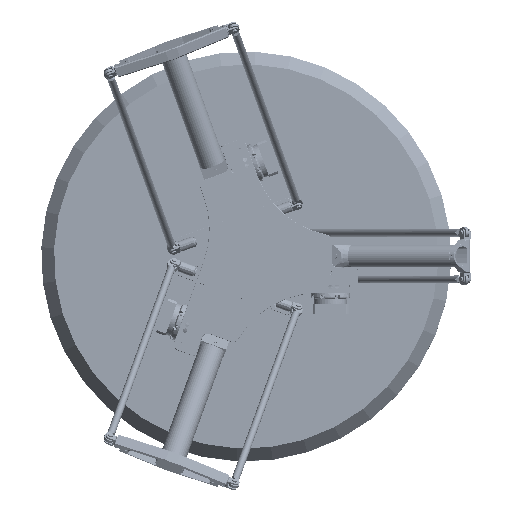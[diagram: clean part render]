
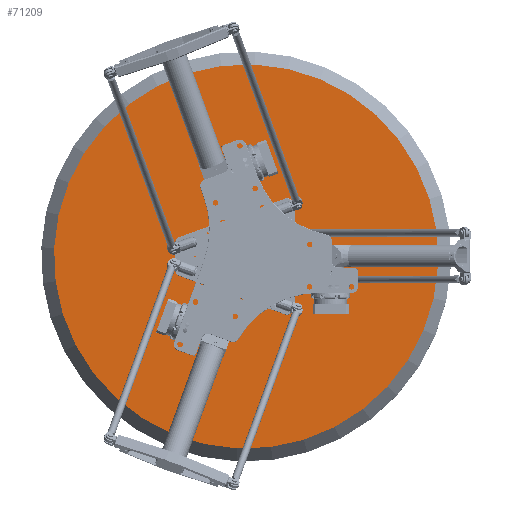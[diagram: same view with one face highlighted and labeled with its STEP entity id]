
A CAD part, top view. The second image highlights one B-rep face of the part: STEP entity #71209.
In plain terms, the highlighted face is planar.
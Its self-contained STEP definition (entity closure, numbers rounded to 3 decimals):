
#9200=CIRCLE('',#77927,750.);
#13733=FACE_OUTER_BOUND('',#18335,.T.);
#18335=EDGE_LOOP('',(#59275));
#34238=VERTEX_POINT('',#144942);
#42961=EDGE_CURVE('',#34238,#34238,#9200,.T.);
#59275=ORIENTED_EDGE('',*,*,#42961,.T.);
#67880=PLANE('',#77931);
#71209=ADVANCED_FACE('',(#13733),#67880,.T.);
#77927=AXIS2_PLACEMENT_3D('',#144944,#92836,#92837);
#77931=AXIS2_PLACEMENT_3D('',#144951,#92845,#92846);
#92836=DIRECTION('center_axis',(0.,0.,-1.));
#92837=DIRECTION('ref_axis',(0.,-1.,0.));
#92845=DIRECTION('center_axis',(0.,0.,-1.));
#92846=DIRECTION('ref_axis',(-1.,0.,0.));
#144942=CARTESIAN_POINT('',(0.,750.,-200.));
#144944=CARTESIAN_POINT('Origin',(0.,0.,-200.));
#144951=CARTESIAN_POINT('Origin',(0.,-400.,-200.));
